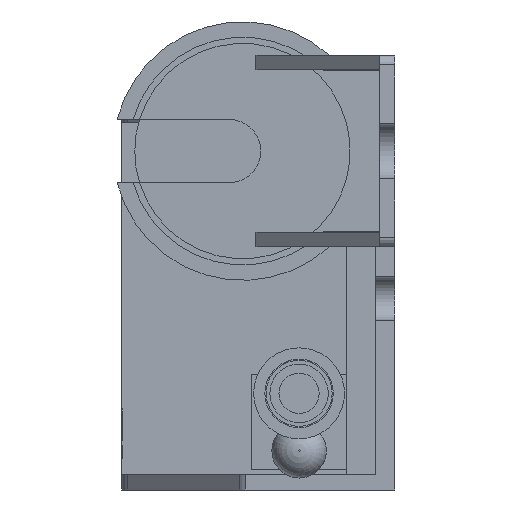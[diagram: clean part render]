
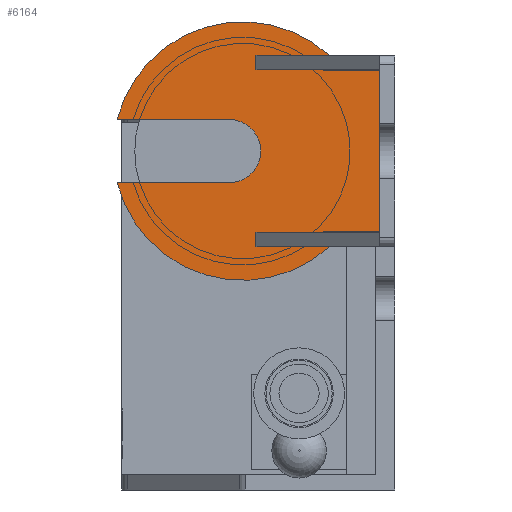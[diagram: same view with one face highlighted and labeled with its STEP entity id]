
A CAD part, left-side view. The second image highlights one B-rep face of the part: STEP entity #6164.
In plain terms, the highlighted planar face has unit normal (-1, 0, 0).
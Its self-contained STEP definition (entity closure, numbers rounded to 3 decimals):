
#37 = CARTESIAN_POINT ( 'NONE',  ( -547.2, 3.05, 12.1 ) ) ;
#42 = DIRECTION ( 'NONE',  ( 0., 0., 1. ) ) ;
#197 = CIRCLE ( 'NONE', #871, 13.5 ) ;
#273 = CARTESIAN_POINT ( 'NONE',  ( -547.2, 14.75, 12.1 ) ) ;
#285 = AXIS2_PLACEMENT_3D ( 'NONE', #2349, #2294, #2269 ) ;
#346 = ORIENTED_EDGE ( 'NONE', *, *, #4692, .T. ) ;
#433 = VERTEX_POINT ( 'NONE', #2866 ) ;
#561 = CARTESIAN_POINT ( 'NONE',  ( -547.2, -7.41, 25.4 ) ) ;
#615 = CARTESIAN_POINT ( 'NONE',  ( -547.2, 14.75, 18.7 ) ) ;
#649 = DIRECTION ( 'NONE',  ( 0., 1., 0. ) ) ;
#695 = CARTESIAN_POINT ( 'NONE',  ( -547.2, 0.25, 6.9 ) ) ;
#710 = LINE ( 'NONE', #4932, #4631 ) ;
#871 = AXIS2_PLACEMENT_3D ( 'NONE', #1197, #4920, #1718 ) ;
#874 = EDGE_CURVE ( 'NONE', #1587, #2518, #2544, .T. ) ;
#875 = EDGE_LOOP ( 'NONE', ( #1983, #1908, #2343, #3535, #4085, #5759, #4996, #5814, #2332, #6484, #346, #5747, #4302 ) ) ;
#1100 = CARTESIAN_POINT ( 'NONE',  ( -547.2, 0.25, 25.4 ) ) ;
#1134 = VECTOR ( 'NONE', #5912, 1000. ) ;
#1197 = CARTESIAN_POINT ( 'NONE',  ( -547.2, 1.66, 15.4 ) ) ;
#1500 = CARTESIAN_POINT ( 'NONE',  ( -547.2, 0.25, 5.4 ) ) ;
#1512 = DIRECTION ( 'NONE',  ( 0., 1., 0. ) ) ;
#1587 = VERTEX_POINT ( 'NONE', #4623 ) ;
#1633 = CARTESIAN_POINT ( 'NONE',  ( -547.2, 0.25, 6.9 ) ) ;
#1718 = DIRECTION ( 'NONE',  ( 0., 0., -1. ) ) ;
#1835 = DIRECTION ( 'NONE',  ( 0., 0., -1. ) ) ;
#1908 = ORIENTED_EDGE ( 'NONE', *, *, #3258, .T. ) ;
#1983 = ORIENTED_EDGE ( 'NONE', *, *, #6068, .T. ) ;
#2024 = VECTOR ( 'NONE', #3162, 1000. ) ;
#2101 = CARTESIAN_POINT ( 'NONE',  ( -547.2, 27.269, 18.7 ) ) ;
#2162 = PLANE ( 'NONE',  #4471 ) ;
#2198 = LINE ( 'NONE', #5792, #2024 ) ;
#2269 = DIRECTION ( 'NONE',  ( 0., 0., -1. ) ) ;
#2294 = DIRECTION ( 'NONE',  ( 1., 0., 0. ) ) ;
#2332 = ORIENTED_EDGE ( 'NONE', *, *, #5272, .F. ) ;
#2343 = ORIENTED_EDGE ( 'NONE', *, *, #6284, .T. ) ;
#2346 = EDGE_CURVE ( 'NONE', #3127, #2649, #4356, .T. ) ;
#2349 = CARTESIAN_POINT ( 'NONE',  ( -547.2, 1.66, 15.4 ) ) ;
#2469 = VECTOR ( 'NONE', #2563, 1000. ) ;
#2477 = LINE ( 'NONE', #1500, #2469 ) ;
#2518 = VERTEX_POINT ( 'NONE', #615 ) ;
#2544 = LINE ( 'NONE', #2101, #1134 ) ;
#2563 = DIRECTION ( 'NONE',  ( 0., 1., 0. ) ) ;
#2649 = VERTEX_POINT ( 'NONE', #5725 ) ;
#2703 = CARTESIAN_POINT ( 'NONE',  ( -547.2, -2.34, 15.4 ) ) ;
#2810 = EDGE_CURVE ( 'NONE', #4402, #1587, #5239, .T. ) ;
#2823 = DIRECTION ( 'NONE',  ( 0., 1., 0. ) ) ;
#2866 = CARTESIAN_POINT ( 'NONE',  ( -547.2, -12.65, 23.9 ) ) ;
#2883 = EDGE_CURVE ( 'NONE', #5173, #5795, #4889, .T. ) ;
#2976 = CARTESIAN_POINT ( 'NONE',  ( -547.2, -12.65, 15.4 ) ) ;
#3041 = CARTESIAN_POINT ( 'NONE',  ( -547.2, 27.269, 12.1 ) ) ;
#3074 = VECTOR ( 'NONE', #4644, 1000. ) ;
#3082 = LINE ( 'NONE', #4664, #3074 ) ;
#3087 = LINE ( 'NONE', #6257, #3174 ) ;
#3127 = VERTEX_POINT ( 'NONE', #3139 ) ;
#3139 = CARTESIAN_POINT ( 'NONE',  ( -547.2, 0.25, 6.9 ) ) ;
#3162 = DIRECTION ( 'NONE',  ( 0., 0., 1. ) ) ;
#3174 = VECTOR ( 'NONE', #3646, 1000. ) ;
#3258 = EDGE_CURVE ( 'NONE', #3457, #433, #3087, .T. ) ;
#3260 = DIRECTION ( 'NONE',  ( -1., 0., 0. ) ) ;
#3297 = EDGE_CURVE ( 'NONE', #6256, #6670, #3082, .T. ) ;
#3330 = DIRECTION ( 'NONE',  ( 0., 0., 1. ) ) ;
#3354 = DIRECTION ( 'NONE',  ( -1., 0., 0. ) ) ;
#3379 = VERTEX_POINT ( 'NONE', #561 ) ;
#3426 = CARTESIAN_POINT ( 'NONE',  ( -547.2, 3.05, 15.4 ) ) ;
#3457 = VERTEX_POINT ( 'NONE', #2976 ) ;
#3535 = ORIENTED_EDGE ( 'NONE', *, *, #3297, .T. ) ;
#3646 = DIRECTION ( 'NONE',  ( 0., 0., 1. ) ) ;
#3687 = CARTESIAN_POINT ( 'NONE',  ( -547.2, -12.65, 6.9 ) ) ;
#3776 = CARTESIAN_POINT ( 'NONE',  ( -547.2, 0.25, 25.4 ) ) ;
#4085 = ORIENTED_EDGE ( 'NONE', *, *, #4325, .F. ) ;
#4107 = VERTEX_POINT ( 'NONE', #3687 ) ;
#4188 = VECTOR ( 'NONE', #1835, 1000. ) ;
#4302 = ORIENTED_EDGE ( 'NONE', *, *, #4360, .F. ) ;
#4317 = VECTOR ( 'NONE', #649, 1000. ) ;
#4325 = EDGE_CURVE ( 'NONE', #3379, #6670, #4484, .T. ) ;
#4356 = LINE ( 'NONE', #1633, #4188 ) ;
#4360 = EDGE_CURVE ( 'NONE', #4107, #3127, #4479, .T. ) ;
#4402 = VERTEX_POINT ( 'NONE', #37 ) ;
#4408 = VECTOR ( 'NONE', #1512, 1000. ) ;
#4471 = AXIS2_PLACEMENT_3D ( 'NONE', #2703, #3260, #42 ) ;
#4479 = LINE ( 'NONE', #695, #4317 ) ;
#4484 = LINE ( 'NONE', #1100, #4408 ) ;
#4623 = CARTESIAN_POINT ( 'NONE',  ( -547.2, 3.05, 18.7 ) ) ;
#4628 = DIRECTION ( 'NONE',  ( 0., -1., 0. ) ) ;
#4631 = VECTOR ( 'NONE', #2823, 1000. ) ;
#4644 = DIRECTION ( 'NONE',  ( 0., 0., 1. ) ) ;
#4664 = CARTESIAN_POINT ( 'NONE',  ( -547.2, 0.25, 23.9 ) ) ;
#4692 = EDGE_CURVE ( 'NONE', #5173, #2649, #2477, .T. ) ;
#4699 = AXIS2_PLACEMENT_3D ( 'NONE', #3426, #3354, #3330 ) ;
#4889 = CIRCLE ( 'NONE', #285, 13.5 ) ;
#4920 = DIRECTION ( 'NONE',  ( 1., 0., 0. ) ) ;
#4932 = CARTESIAN_POINT ( 'NONE',  ( -547.2, 0.25, 23.9 ) ) ;
#4996 = ORIENTED_EDGE ( 'NONE', *, *, #874, .F. ) ;
#5071 = CARTESIAN_POINT ( 'NONE',  ( -547.2, -7.41, 5.4 ) ) ;
#5173 = VERTEX_POINT ( 'NONE', #5071 ) ;
#5239 = CIRCLE ( 'NONE', #4699, 3.3 ) ;
#5272 = EDGE_CURVE ( 'NONE', #5795, #4402, #5542, .T. ) ;
#5452 = VECTOR ( 'NONE', #4628, 1000. ) ;
#5542 = LINE ( 'NONE', #3041, #5452 ) ;
#5630 = FACE_OUTER_BOUND ( 'NONE', #875, .T. ) ;
#5725 = CARTESIAN_POINT ( 'NONE',  ( -547.2, 0.25, 5.4 ) ) ;
#5747 = ORIENTED_EDGE ( 'NONE', *, *, #2346, .F. ) ;
#5759 = ORIENTED_EDGE ( 'NONE', *, *, #6772, .F. ) ;
#5792 = CARTESIAN_POINT ( 'NONE',  ( -547.2, -12.65, 25.4 ) ) ;
#5795 = VERTEX_POINT ( 'NONE', #273 ) ;
#5814 = ORIENTED_EDGE ( 'NONE', *, *, #2810, .F. ) ;
#5912 = DIRECTION ( 'NONE',  ( 0., 1., 0. ) ) ;
#6068 = EDGE_CURVE ( 'NONE', #4107, #3457, #2198, .T. ) ;
#6164 = ADVANCED_FACE ( 'NONE', ( #5630 ), #2162, .T. ) ;
#6256 = VERTEX_POINT ( 'NONE', #6512 ) ;
#6257 = CARTESIAN_POINT ( 'NONE',  ( -547.2, -12.65, 25.4 ) ) ;
#6284 = EDGE_CURVE ( 'NONE', #433, #6256, #710, .T. ) ;
#6484 = ORIENTED_EDGE ( 'NONE', *, *, #2883, .F. ) ;
#6512 = CARTESIAN_POINT ( 'NONE',  ( -547.2, 0.25, 23.9 ) ) ;
#6670 = VERTEX_POINT ( 'NONE', #3776 ) ;
#6772 = EDGE_CURVE ( 'NONE', #2518, #3379, #197, .T. ) ;
